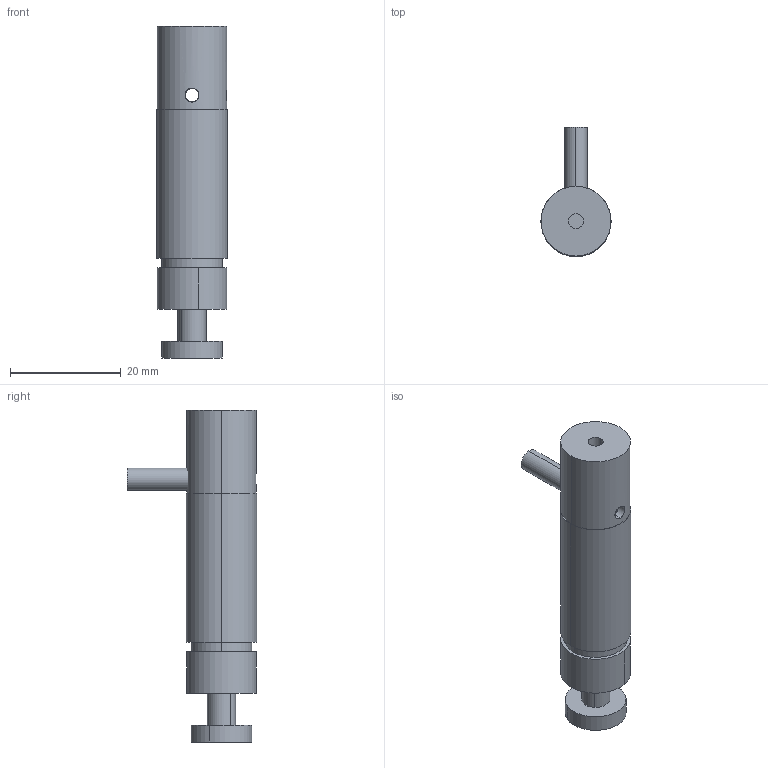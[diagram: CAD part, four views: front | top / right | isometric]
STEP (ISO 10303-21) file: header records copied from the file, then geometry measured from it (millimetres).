
FILE_DESCRIPTION (( 'STEP AP214' ), '1' );
FILE_NAME ('15834-E0W.step', '2007-11-13T12:12:46', ( ' ' ), ( ' ' ), 'SwSTEP 2.0', 'SolidWorks 2007', '' );
FILE_SCHEMA (( 'AUTOMOTIVE_DESIGN' ));
Length unit declared in the file: millimetre
Products named in the file (1): 15834-E0W
Bounding box: 12.7 x 23.35 x 60 mm (x, y, z)
Surface area: 3564.7 mm2 (no closed solid volume)
Topology: 0 solids, 7 shells, 37 faces, 96 edges, 68 vertices
Faces by surface type: cylinder 26, plane 11
Entity records: 1821 total; most frequent: CARTESIAN_POINT 460, DIRECTION 216, ORIENTED_EDGE 160, EDGE_CURVE 96, AXIS2_PLACEMENT_3D 94, VERTEX_POINT 68, CIRCLE 56, EDGE_LOOP 50
